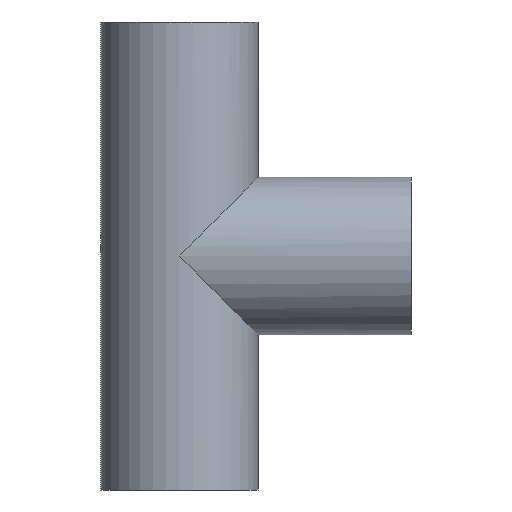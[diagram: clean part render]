
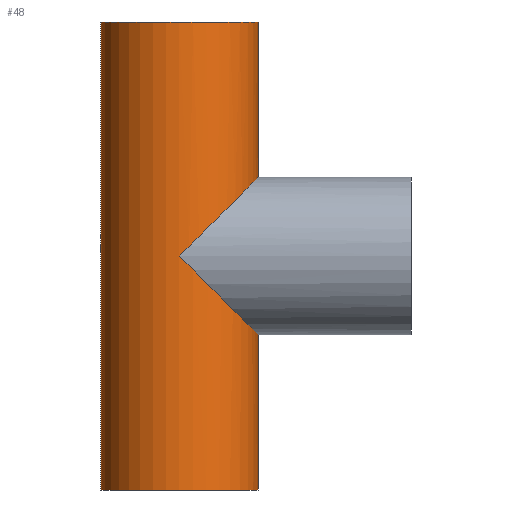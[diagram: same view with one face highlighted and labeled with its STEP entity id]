
A CAD part, front view. The second image highlights one B-rep face of the part: STEP entity #48.
In plain terms, the highlighted cylindrical face has radius 55 mm (diameter 110 mm), a partial arc.
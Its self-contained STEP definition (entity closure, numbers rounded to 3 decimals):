
#11 = VERTEX_POINT ( 'NONE', #240 ) ;
#23 = EDGE_CURVE ( 'NONE', #327, #122, #141, .T. ) ;
#24 = CARTESIAN_POINT ( 'NONE',  ( 55., 0., -55. ) ) ;
#26 = CARTESIAN_POINT ( 'NONE',  ( 55., -32.218, -55. ) ) ;
#28 = AXIS2_PLACEMENT_3D ( 'NONE', #442, #380, #268 ) ;
#34 =( BOUNDED_CURVE ( )  B_SPLINE_CURVE ( 3, ( #369, #174, #26, #274 ),
 .UNSPECIFIED., .F., .F. ) 
 B_SPLINE_CURVE_WITH_KNOTS ( ( 4, 4 ),
 ( 4.712, 6.283 ),
 .UNSPECIFIED. ) 
 CURVE ( )  GEOMETRIC_REPRESENTATION_ITEM ( )  RATIONAL_B_SPLINE_CURVE ( ( 1., 0.805, 0.805, 1. ) ) 
 REPRESENTATION_ITEM ( '' )  );
#41 = DIRECTION ( 'NONE',  ( 0., 0., -1. ) ) ;
#48 = ADVANCED_FACE ( 'NONE', ( #53 ), #167, .T. ) ;
#49 = VERTEX_POINT ( 'NONE', #24 ) ;
#50 = CARTESIAN_POINT ( 'NONE',  ( -55., 0., -163.5 ) ) ;
#53 = FACE_OUTER_BOUND ( 'NONE', #114, .T. ) ;
#65 = EDGE_CURVE ( 'NONE', #11, #49, #34, .T. ) ;
#74 = CARTESIAN_POINT ( 'NONE',  ( 55., 0., 55. ) ) ;
#80 = EDGE_CURVE ( 'NONE', #49, #291, #315, .T. ) ;
#84 = CARTESIAN_POINT ( 'NONE',  ( 0., 0., -163.5 ) ) ;
#107 = CARTESIAN_POINT ( 'NONE',  ( -55., 0., 163.5 ) ) ;
#114 = EDGE_LOOP ( 'NONE', ( #153, #155, #250, #391, #320, #394, #257 ) ) ;
#121 = AXIS2_PLACEMENT_3D ( 'NONE', #84, #225, #265 ) ;
#122 = VERTEX_POINT ( 'NONE', #74 ) ;
#141 = LINE ( 'NONE', #309, #244 ) ;
#153 = ORIENTED_EDGE ( 'NONE', *, *, #23, .F. ) ;
#155 = ORIENTED_EDGE ( 'NONE', *, *, #438, .F. ) ;
#158 = DIRECTION ( 'NONE',  ( 1., 0., 0. ) ) ;
#165 = EDGE_CURVE ( 'NONE', #185, #357, #386, .T. ) ;
#167 = CYLINDRICAL_SURFACE ( 'NONE', #28, 55. ) ;
#171 =( BOUNDED_CURVE ( )  B_SPLINE_CURVE ( 3, ( #371, #325, #190, #319 ),
 .UNSPECIFIED., .F., .F. ) 
 B_SPLINE_CURVE_WITH_KNOTS ( ( 4, 4 ),
 ( 3.142, 4.712 ),
 .UNSPECIFIED. ) 
 CURVE ( )  GEOMETRIC_REPRESENTATION_ITEM ( )  RATIONAL_B_SPLINE_CURVE ( ( 1., 0.805, 0.805, 1. ) ) 
 REPRESENTATION_ITEM ( '' )  );
#174 = CARTESIAN_POINT ( 'NONE',  ( 32.218, -55., -32.218 ) ) ;
#185 = VERTEX_POINT ( 'NONE', #452 ) ;
#190 = CARTESIAN_POINT ( 'NONE',  ( 32.218, -55., 32.218 ) ) ;
#196 = CARTESIAN_POINT ( 'NONE',  ( 0., 0., 163.5 ) ) ;
#200 = DIRECTION ( 'NONE',  ( 0., 0., 1. ) ) ;
#225 = DIRECTION ( 'NONE',  ( 0., 0., 1. ) ) ;
#237 = CIRCLE ( 'NONE', #121, 55. ) ;
#240 = CARTESIAN_POINT ( 'NONE',  ( 0., -55., 0. ) ) ;
#244 = VECTOR ( 'NONE', #277, 1000. ) ;
#250 = ORIENTED_EDGE ( 'NONE', *, *, #165, .T. ) ;
#257 = ORIENTED_EDGE ( 'NONE', *, *, #395, .F. ) ;
#265 = DIRECTION ( 'NONE',  ( 1., 0., 0. ) ) ;
#268 = DIRECTION ( 'NONE',  ( -1., 0., 0. ) ) ;
#274 = CARTESIAN_POINT ( 'NONE',  ( 55., 0., -55. ) ) ;
#277 = DIRECTION ( 'NONE',  ( 0., 0., -1. ) ) ;
#291 = VERTEX_POINT ( 'NONE', #292 ) ;
#292 = CARTESIAN_POINT ( 'NONE',  ( 55., 0., -163.5 ) ) ;
#304 = VECTOR ( 'NONE', #383, 1000. ) ;
#309 = CARTESIAN_POINT ( 'NONE',  ( 55., 0., 163.5 ) ) ;
#315 = LINE ( 'NONE', #390, #440 ) ;
#319 = CARTESIAN_POINT ( 'NONE',  ( 0., -55., 0. ) ) ;
#320 = ORIENTED_EDGE ( 'NONE', *, *, #80, .F. ) ;
#325 = CARTESIAN_POINT ( 'NONE',  ( 55., -32.218, 55. ) ) ;
#327 = VERTEX_POINT ( 'NONE', #402 ) ;
#348 = EDGE_CURVE ( 'NONE', #357, #291, #237, .T. ) ;
#357 = VERTEX_POINT ( 'NONE', #50 ) ;
#369 = CARTESIAN_POINT ( 'NONE',  ( 0., -55., 0. ) ) ;
#371 = CARTESIAN_POINT ( 'NONE',  ( 55., 0., 55. ) ) ;
#380 = DIRECTION ( 'NONE',  ( 0., 0., -1. ) ) ;
#383 = DIRECTION ( 'NONE',  ( 0., 0., -1. ) ) ;
#386 = LINE ( 'NONE', #107, #304 ) ;
#390 = CARTESIAN_POINT ( 'NONE',  ( 55., 0., 163.5 ) ) ;
#391 = ORIENTED_EDGE ( 'NONE', *, *, #348, .T. ) ;
#393 = CIRCLE ( 'NONE', #421, 55. ) ;
#394 = ORIENTED_EDGE ( 'NONE', *, *, #65, .F. ) ;
#395 = EDGE_CURVE ( 'NONE', #122, #11, #171, .T. ) ;
#402 = CARTESIAN_POINT ( 'NONE',  ( 55., 0., 163.5 ) ) ;
#421 = AXIS2_PLACEMENT_3D ( 'NONE', #196, #200, #158 ) ;
#438 = EDGE_CURVE ( 'NONE', #185, #327, #393, .T. ) ;
#440 = VECTOR ( 'NONE', #41, 1000. ) ;
#442 = CARTESIAN_POINT ( 'NONE',  ( 0., 0., 163.5 ) ) ;
#452 = CARTESIAN_POINT ( 'NONE',  ( -55., 0., 163.5 ) ) ;
